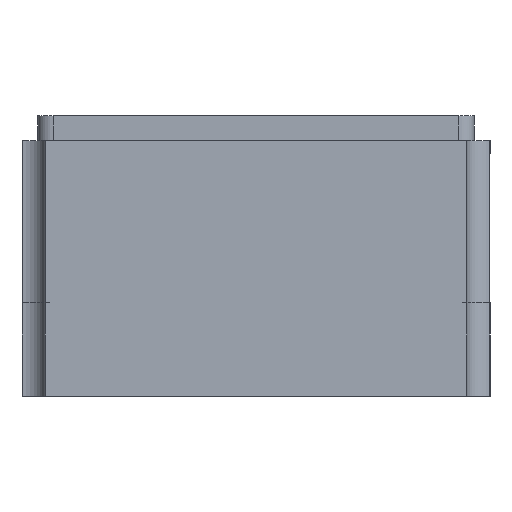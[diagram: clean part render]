
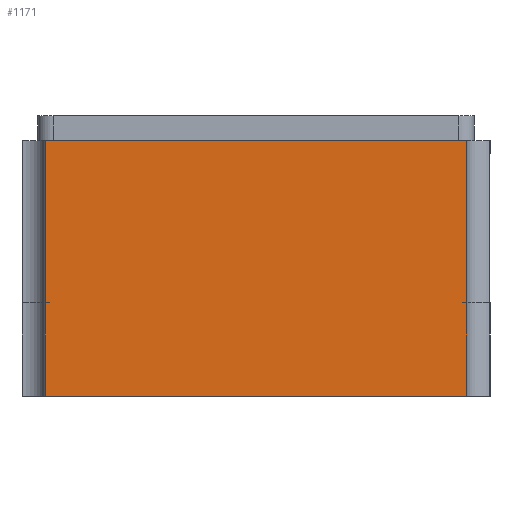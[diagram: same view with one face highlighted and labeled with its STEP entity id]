
A CAD part, left-side view. The second image highlights one B-rep face of the part: STEP entity #1171.
In plain terms, the highlighted planar face has unit normal (-1, 0, 0).
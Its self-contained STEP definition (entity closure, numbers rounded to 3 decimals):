
#73=FACE_OUTER_BOUND('',#139,.T.);
#139=EDGE_LOOP('',(#909,#910,#911,#912,#913,#914));
#222=LINE('',#1765,#364);
#239=LINE('',#1805,#381);
#240=LINE('',#1809,#382);
#241=LINE('',#1811,#383);
#242=LINE('',#1813,#384);
#243=LINE('',#1814,#385);
#364=VECTOR('',#1437,1000.);
#381=VECTOR('',#1472,1000.);
#382=VECTOR('',#1477,1000.);
#383=VECTOR('',#1478,1000.);
#384=VECTOR('',#1479,1000.);
#385=VECTOR('',#1480,1000.);
#526=VERTEX_POINT('',#1762);
#527=VERTEX_POINT('',#1764);
#541=VERTEX_POINT('',#1804);
#542=VERTEX_POINT('',#1808);
#543=VERTEX_POINT('',#1810);
#544=VERTEX_POINT('',#1812);
#653=EDGE_CURVE('',#527,#526,#222,.T.);
#673=EDGE_CURVE('',#526,#541,#239,.T.);
#675=EDGE_CURVE('',#542,#541,#240,.T.);
#676=EDGE_CURVE('',#543,#542,#241,.T.);
#677=EDGE_CURVE('',#544,#543,#242,.T.);
#678=EDGE_CURVE('',#527,#544,#243,.T.);
#909=ORIENTED_EDGE('',*,*,#673,.T.);
#910=ORIENTED_EDGE('',*,*,#675,.F.);
#911=ORIENTED_EDGE('',*,*,#676,.F.);
#912=ORIENTED_EDGE('',*,*,#677,.F.);
#913=ORIENTED_EDGE('',*,*,#678,.F.);
#914=ORIENTED_EDGE('',*,*,#653,.T.);
#1109=PLANE('',#1271);
#1171=ADVANCED_FACE('',(#73),#1109,.F.);
#1271=AXIS2_PLACEMENT_3D('',#1807,#1475,#1476);
#1437=DIRECTION('',(0.,1.,0.));
#1472=DIRECTION('',(0.,0.,-1.));
#1475=DIRECTION('center_axis',(1.,0.,0.));
#1476=DIRECTION('ref_axis',(0.,1.,0.));
#1477=DIRECTION('',(0.,0.,1.));
#1478=DIRECTION('',(0.,1.,0.));
#1479=DIRECTION('',(0.,0.,-1.));
#1480=DIRECTION('',(0.,0.,-1.));
#1762=CARTESIAN_POINT('',(-1.6,0.675,0.82));
#1764=CARTESIAN_POINT('',(-1.6,-0.675,0.82));
#1765=CARTESIAN_POINT('',(-1.6,0.,0.82));
#1804=CARTESIAN_POINT('',(-1.6,0.675,0.3));
#1805=CARTESIAN_POINT('',(-1.6,0.675,-0.08));
#1807=CARTESIAN_POINT('Origin',(-1.6,-0.75,0.82));
#1808=CARTESIAN_POINT('',(-1.6,0.675,0.));
#1809=CARTESIAN_POINT('',(-1.6,0.675,0.82));
#1810=CARTESIAN_POINT('',(-1.6,-0.675,0.));
#1811=CARTESIAN_POINT('',(-1.6,-0.75,0.));
#1812=CARTESIAN_POINT('',(-1.6,-0.675,0.3));
#1813=CARTESIAN_POINT('',(-1.6,-0.675,0.82));
#1814=CARTESIAN_POINT('',(-1.6,-0.675,0.82));
